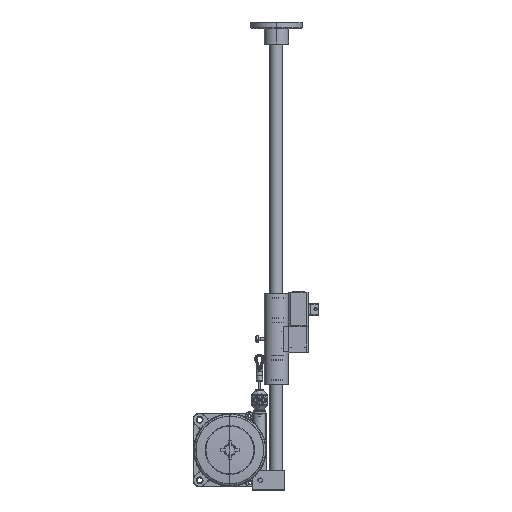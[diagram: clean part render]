
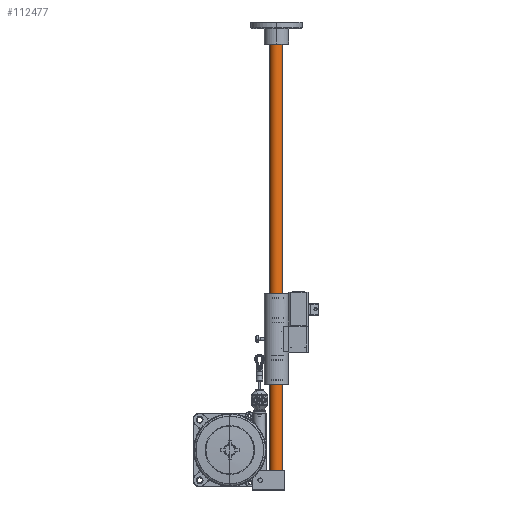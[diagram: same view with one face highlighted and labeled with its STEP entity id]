
A CAD part, top view. The second image highlights one B-rep face of the part: STEP entity #112477.
In plain terms, the highlighted cylindrical face has radius 10 mm (diameter 20 mm), a partial arc.
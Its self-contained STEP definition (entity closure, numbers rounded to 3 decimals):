
#2312 = LINE ( 'NONE', #98007, #25059 ) ;
#4494 = DIRECTION ( 'NONE',  ( 1., 0., 0. ) ) ;
#6202 = DIRECTION ( 'NONE',  ( 0., -1., 0. ) ) ;
#11011 = DIRECTION ( 'NONE',  ( 0., -1., 0. ) ) ;
#13835 = ORIENTED_EDGE ( 'NONE', *, *, #17025, .T. ) ;
#16280 = VERTEX_POINT ( 'NONE', #125535 ) ;
#17025 = EDGE_CURVE ( 'NONE', #16280, #42146, #182709, .T. ) ;
#25059 = VECTOR ( 'NONE', #11011, 1000. ) ;
#27005 = VERTEX_POINT ( 'NONE', #169572 ) ;
#29661 = VERTEX_POINT ( 'NONE', #168687 ) ;
#39191 = ORIENTED_EDGE ( 'NONE', *, *, #113111, .T. ) ;
#42146 = VERTEX_POINT ( 'NONE', #132458 ) ;
#46360 = CARTESIAN_POINT ( 'NONE',  ( 0., 466.937, 0. ) ) ;
#47829 = FACE_OUTER_BOUND ( 'NONE', #162379, .T. ) ;
#68776 = CARTESIAN_POINT ( 'NONE',  ( 10., 467.437, 0. ) ) ;
#73394 = DIRECTION ( 'NONE',  ( 0., 1., 0. ) ) ;
#74679 = EDGE_CURVE ( 'NONE', #16280, #29661, #158502, .T. ) ;
#85792 = DIRECTION ( 'NONE',  ( 0., -1., 0. ) ) ;
#90866 = DIRECTION ( 'NONE',  ( 0., -1., 0. ) ) ;
#92592 = DIRECTION ( 'NONE',  ( -1., 0., 0. ) ) ;
#98007 = CARTESIAN_POINT ( 'NONE',  ( -10., 467.437, 0. ) ) ;
#100161 = CYLINDRICAL_SURFACE ( 'NONE', #104470, 10. ) ;
#104470 = AXIS2_PLACEMENT_3D ( 'NONE', #151859, #6202, #92592 ) ;
#112477 = ADVANCED_FACE ( 'NONE', ( #47829 ), #100161, .T. ) ;
#113018 = AXIS2_PLACEMENT_3D ( 'NONE', #128810, #73394, #116617 ) ;
#113111 = EDGE_CURVE ( 'NONE', #42146, #27005, #2312, .T. ) ;
#116617 = DIRECTION ( 'NONE',  ( 1., 0., 0. ) ) ;
#119702 = VECTOR ( 'NONE', #85792, 1000. ) ;
#125535 = CARTESIAN_POINT ( 'NONE',  ( 10., 466.937, 0. ) ) ;
#128810 = CARTESIAN_POINT ( 'NONE',  ( 0., -232.063, 0. ) ) ;
#132458 = CARTESIAN_POINT ( 'NONE',  ( -10., 466.937, 0. ) ) ;
#140889 = ORIENTED_EDGE ( 'NONE', *, *, #74679, .F. ) ;
#146408 = ORIENTED_EDGE ( 'NONE', *, *, #149408, .T. ) ;
#149408 = EDGE_CURVE ( 'NONE', #27005, #29661, #187777, .T. ) ;
#151859 = CARTESIAN_POINT ( 'NONE',  ( 0., 467.437, 0. ) ) ;
#158502 = LINE ( 'NONE', #68776, #119702 ) ;
#162379 = EDGE_LOOP ( 'NONE', ( #140889, #13835, #39191, #146408 ) ) ;
#164861 = AXIS2_PLACEMENT_3D ( 'NONE', #46360, #90866, #4494 ) ;
#168687 = CARTESIAN_POINT ( 'NONE',  ( 10., -232.063, 0. ) ) ;
#169572 = CARTESIAN_POINT ( 'NONE',  ( -10., -232.063, 0. ) ) ;
#182709 = CIRCLE ( 'NONE', #164861, 10. ) ;
#187777 = CIRCLE ( 'NONE', #113018, 10. ) ;
